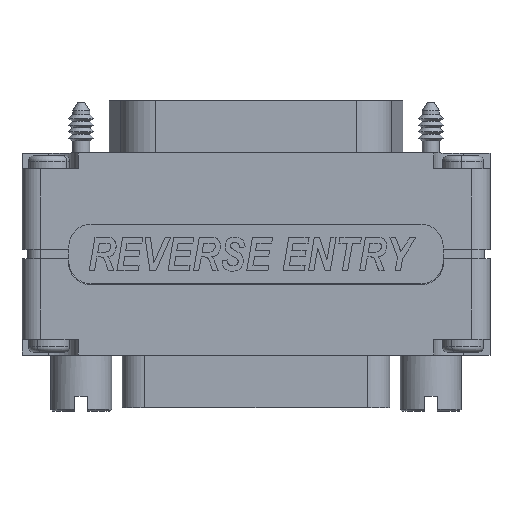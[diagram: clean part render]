
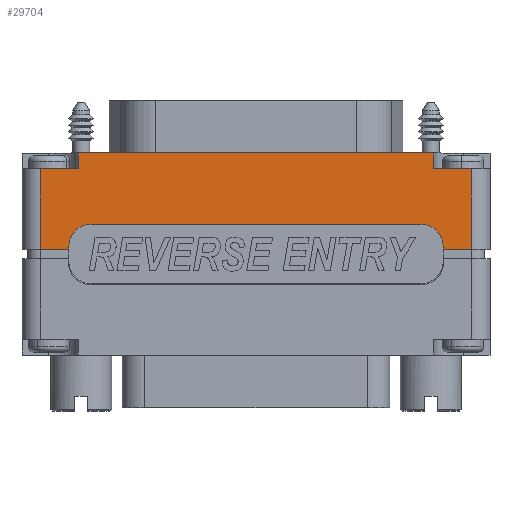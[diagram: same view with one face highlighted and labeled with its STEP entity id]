
A CAD part, top view. The second image highlights one B-rep face of the part: STEP entity #29704.
In plain terms, the highlighted planar face has unit normal (0, 0, 1).
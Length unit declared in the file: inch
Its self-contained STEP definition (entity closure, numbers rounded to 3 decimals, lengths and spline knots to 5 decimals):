
#28628 = VERTEX_POINT ( 'NONE', #52998 ) ;
#28917 = VERTEX_POINT ( 'NONE', #54510 ) ;
#28919 = EDGE_CURVE ( 'NONE', #28920, #28917, #54508, .T. ) ;
#28920 = VERTEX_POINT ( 'NONE', #54503 ) ;
#28947 = VERTEX_POINT ( 'NONE', #54608 ) ;
#28949 = EDGE_CURVE ( 'NONE', #28950, #28947, #54605, .T. ) ;
#28950 = VERTEX_POINT ( 'NONE', #54598 ) ;
#29483 = EDGE_CURVE ( 'NONE', #29566, #29562, #57315, .T. ) ;
#29545 = VERTEX_POINT ( 'NONE', #57542 ) ;
#29547 = EDGE_CURVE ( 'NONE', #29548, #29545, #57541, .T. ) ;
#29548 = VERTEX_POINT ( 'NONE', #57537 ) ;
#29562 = VERTEX_POINT ( 'NONE', #57637 ) ;
#29566 = VERTEX_POINT ( 'NONE', #57632 ) ;
#29601 = EDGE_CURVE ( 'NONE', #29562, #29545, #57697, .T. ) ;
#29634 = EDGE_CURVE ( 'NONE', #29548, #29635, #57811, .T. ) ;
#29635 = VERTEX_POINT ( 'NONE', #57807 ) ;
#29669 = VERTEX_POINT ( 'NONE', #57891 ) ;
#29671 = EDGE_CURVE ( 'NONE', #29669, #29566, #57890, .T. ) ;
#29696 = ORIENTED_EDGE ( 'NONE', *, *, #28949, .T. ) ;
#29697 = ORIENTED_EDGE ( 'NONE', *, *, #29698, .F. ) ;
#29698 = EDGE_CURVE ( 'NONE', #29699, #28947, #57932, .T. ) ;
#29699 = VERTEX_POINT ( 'NONE', #57928 ) ;
#29700 = ORIENTED_EDGE ( 'NONE', *, *, #29701, .F. ) ;
#29701 = EDGE_CURVE ( 'NONE', #28628, #29699, #57927, .T. ) ;
#29702 = EDGE_CURVE ( 'NONE', #29669, #28950, #57974, .T. ) ;
#29704 = ADVANCED_FACE ( 'NONE', ( #57970 ), #57952, .F. ) ;
#29705 = EDGE_LOOP ( 'NONE', ( #29706, #29710, #29712, #29713, #29714, #29774, #29775, #29776, #29777, #29779, #29696, #29697, #29700, #29761 ) ) ;
#29706 = ORIENTED_EDGE ( 'NONE', *, *, #29707, .F. ) ;
#29707 = EDGE_CURVE ( 'NONE', #29708, #29709, #58004, .T. ) ;
#29708 = VERTEX_POINT ( 'NONE', #57999 ) ;
#29709 = VERTEX_POINT ( 'NONE', #57998 ) ;
#29710 = ORIENTED_EDGE ( 'NONE', *, *, #29711, .T. ) ;
#29711 = EDGE_CURVE ( 'NONE', #29708, #28920, #57996, .T. ) ;
#29712 = ORIENTED_EDGE ( 'NONE', *, *, #28919, .T. ) ;
#29713 = ORIENTED_EDGE ( 'NONE', *, *, #29729, .F. ) ;
#29714 = ORIENTED_EDGE ( 'NONE', *, *, #29634, .F. ) ;
#29729 = EDGE_CURVE ( 'NONE', #29635, #28917, #58060, .T. ) ;
#29761 = ORIENTED_EDGE ( 'NONE', *, *, #29762, .F. ) ;
#29762 = EDGE_CURVE ( 'NONE', #29709, #28628, #58190, .T. ) ;
#29774 = ORIENTED_EDGE ( 'NONE', *, *, #29547, .T. ) ;
#29775 = ORIENTED_EDGE ( 'NONE', *, *, #29601, .F. ) ;
#29776 = ORIENTED_EDGE ( 'NONE', *, *, #29483, .F. ) ;
#29777 = ORIENTED_EDGE ( 'NONE', *, *, #29671, .F. ) ;
#29779 = ORIENTED_EDGE ( 'NONE', *, *, #29702, .T. ) ;
#52998 = CARTESIAN_POINT ( 'NONE',  ( -0.88, 0.16, 0.455 ) ) ;
#54503 = CARTESIAN_POINT ( 'NONE',  ( 1., 0.025, 0.455 ) ) ;
#54504 = DIRECTION ( 'NONE',  ( 1., 0., 0. ) ) ;
#54505 = VECTOR ( 'NONE', #54504, 39.37008 ) ;
#54507 = CARTESIAN_POINT ( 'NONE',  ( -1.15, 0.025, 0.455 ) ) ;
#54508 = LINE ( 'NONE', #54507, #54505 ) ;
#54510 = CARTESIAN_POINT ( 'NONE',  ( 1.15, 0.025, 0.455 ) ) ;
#54598 = CARTESIAN_POINT ( 'NONE',  ( -1.15, 0.025, 0.455 ) ) ;
#54601 = DIRECTION ( 'NONE',  ( 1., 0., 0. ) ) ;
#54603 = VECTOR ( 'NONE', #54601, 39.37008 ) ;
#54604 = CARTESIAN_POINT ( 'NONE',  ( -1.15, 0.025, 0.455 ) ) ;
#54605 = LINE ( 'NONE', #54604, #54603 ) ;
#54608 = CARTESIAN_POINT ( 'NONE',  ( -1., 0.025, 0.455 ) ) ;
#57306 = DIRECTION ( 'NONE',  ( 0., 1., 0. ) ) ;
#57307 = VECTOR ( 'NONE', #57306, 39.37008 ) ;
#57308 = CARTESIAN_POINT ( 'NONE',  ( -0.95, 0.455, 0.455 ) ) ;
#57315 = LINE ( 'NONE', #57308, #57307 ) ;
#57537 = CARTESIAN_POINT ( 'NONE',  ( 0.95, 0.455, 0.455 ) ) ;
#57538 = DIRECTION ( 'NONE',  ( 0., 1., 0. ) ) ;
#57539 = VECTOR ( 'NONE', #57538, 39.37008 ) ;
#57540 = CARTESIAN_POINT ( 'NONE',  ( 0.95, 0.455, 0.455 ) ) ;
#57541 = LINE ( 'NONE', #57540, #57539 ) ;
#57542 = CARTESIAN_POINT ( 'NONE',  ( 0.95, 0.54, 0.455 ) ) ;
#57632 = CARTESIAN_POINT ( 'NONE',  ( -0.95, 0.455, 0.455 ) ) ;
#57637 = CARTESIAN_POINT ( 'NONE',  ( -0.95, 0.54, 0.455 ) ) ;
#57694 = DIRECTION ( 'NONE',  ( 1., 0., 0. ) ) ;
#57695 = VECTOR ( 'NONE', #57694, 39.37008 ) ;
#57696 = CARTESIAN_POINT ( 'NONE',  ( -1.15, 0.54, 0.455 ) ) ;
#57697 = LINE ( 'NONE', #57696, #57695 ) ;
#57807 = CARTESIAN_POINT ( 'NONE',  ( 1.15, 0.455, 0.455 ) ) ;
#57808 = DIRECTION ( 'NONE',  ( 1., 0., 0. ) ) ;
#57809 = VECTOR ( 'NONE', #57808, 39.37008 ) ;
#57810 = CARTESIAN_POINT ( 'NONE',  ( 0.95, 0.455, 0.455 ) ) ;
#57811 = LINE ( 'NONE', #57810, #57809 ) ;
#57887 = DIRECTION ( 'NONE',  ( 1., 0., 0. ) ) ;
#57888 = VECTOR ( 'NONE', #57887, 39.37008 ) ;
#57889 = CARTESIAN_POINT ( 'NONE',  ( -0.95, 0.455, 0.455 ) ) ;
#57890 = LINE ( 'NONE', #57889, #57888 ) ;
#57891 = CARTESIAN_POINT ( 'NONE',  ( -1.15, 0.455, 0.455 ) ) ;
#57923 = DIRECTION ( 'NONE',  ( 1., 0., 0. ) ) ;
#57924 = DIRECTION ( 'NONE',  ( 0., 0., 1. ) ) ;
#57925 = CARTESIAN_POINT ( 'NONE',  ( -0.88, 0.04, 0.455 ) ) ;
#57926 = AXIS2_PLACEMENT_3D ( 'NONE', #57925, #57924, #57923 ) ;
#57927 = CIRCLE ( 'NONE', #57926, 0.12 ) ;
#57928 = CARTESIAN_POINT ( 'NONE',  ( -1., 0.04, 0.455 ) ) ;
#57929 = DIRECTION ( 'NONE',  ( 0., -1., 0. ) ) ;
#57930 = VECTOR ( 'NONE', #57929, 39.37008 ) ;
#57931 = CARTESIAN_POINT ( 'NONE',  ( -1., -0.04, 0.455 ) ) ;
#57932 = LINE ( 'NONE', #57931, #57930 ) ;
#57949 = DIRECTION ( 'NONE',  ( 0., 0., -1. ) ) ;
#57950 = CARTESIAN_POINT ( 'NONE',  ( -1.15, 0.54, 0.455 ) ) ;
#57951 = AXIS2_PLACEMENT_3D ( 'NONE', #57950, #57949, #58005 ) ;
#57952 = PLANE ( 'NONE',  #57951 ) ;
#57970 = FACE_OUTER_BOUND ( 'NONE', #29705, .T. ) ;
#57971 = DIRECTION ( 'NONE',  ( 0., -1., 0. ) ) ;
#57972 = VECTOR ( 'NONE', #57971, 39.37008 ) ;
#57973 = CARTESIAN_POINT ( 'NONE',  ( -1.15, 0.54, 0.455 ) ) ;
#57974 = LINE ( 'NONE', #57973, #57972 ) ;
#57993 = DIRECTION ( 'NONE',  ( 0., -1., 0. ) ) ;
#57994 = VECTOR ( 'NONE', #57993, 39.37008 ) ;
#57995 = CARTESIAN_POINT ( 'NONE',  ( 1., 0.54, 0.455 ) ) ;
#57996 = LINE ( 'NONE', #57995, #57994 ) ;
#57998 = CARTESIAN_POINT ( 'NONE',  ( 0.88, 0.16, 0.455 ) ) ;
#57999 = CARTESIAN_POINT ( 'NONE',  ( 1., 0.04, 0.455 ) ) ;
#58000 = DIRECTION ( 'NONE',  ( 1., 0., 0. ) ) ;
#58001 = DIRECTION ( 'NONE',  ( 0., 0., 1. ) ) ;
#58002 = CARTESIAN_POINT ( 'NONE',  ( 0.88, 0.04, 0.455 ) ) ;
#58003 = AXIS2_PLACEMENT_3D ( 'NONE', #58002, #58001, #58000 ) ;
#58004 = CIRCLE ( 'NONE', #58003, 0.12 ) ;
#58005 = DIRECTION ( 'NONE',  ( -1., 0., 0. ) ) ;
#58053 = DIRECTION ( 'NONE',  ( 0., -1., 0. ) ) ;
#58054 = VECTOR ( 'NONE', #58053, 39.37008 ) ;
#58055 = CARTESIAN_POINT ( 'NONE',  ( 1.15, 0.54, 0.455 ) ) ;
#58060 = LINE ( 'NONE', #58055, #58054 ) ;
#58181 = DIRECTION ( 'NONE',  ( -1., 0., 0. ) ) ;
#58182 = VECTOR ( 'NONE', #58181, 39.37008 ) ;
#58183 = CARTESIAN_POINT ( 'NONE',  ( -0.88, 0.16, 0.455 ) ) ;
#58190 = LINE ( 'NONE', #58183, #58182 ) ;
